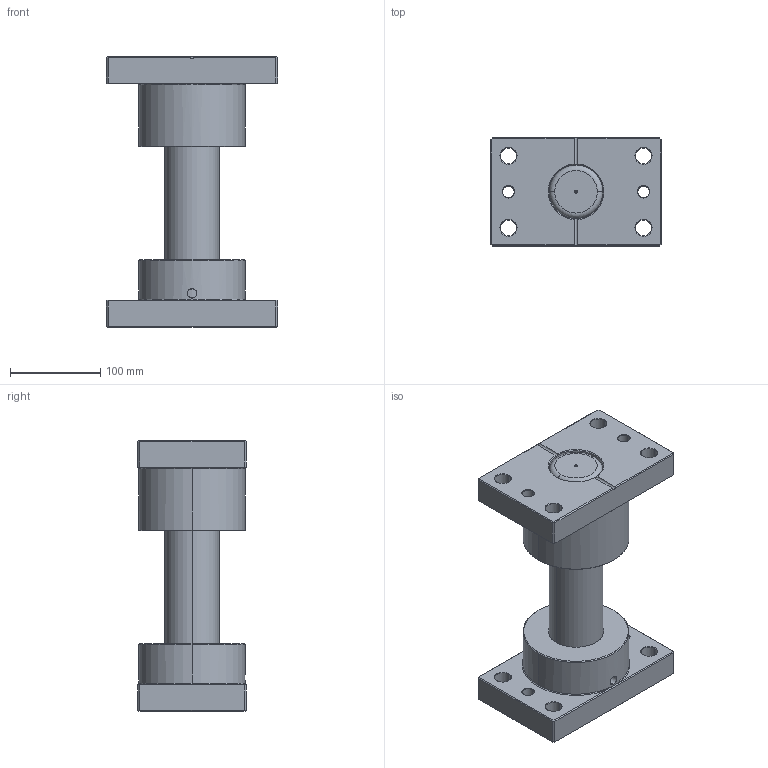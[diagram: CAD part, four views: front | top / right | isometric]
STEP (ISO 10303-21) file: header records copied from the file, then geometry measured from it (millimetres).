
FILE_DESCRIPTION (( 'STEP AP214' ), '1' );
FILE_NAME ('HYZP-D60-L300.STEP', '2021-09-18T11:33:34', ( 'User' ), ( 'china' ), 'SwSTEP 2.0', 'SolidWorks 2016', '' );
FILE_SCHEMA (( 'AUTOMOTIVE_DESIGN' ));
Length unit declared in the file: millimetre
Products named in the file (4): SBZP-D60; MGP-D60-L300; MGHP-D60; HYZP-D60-L300
Assembly tree (3 placements, depth 2):
  HYZP-D60-L300
    MGHP-D60
    MGP-D60-L300
    SBZP-D60
Bounding box: 190 x 120 x 300.03 mm (x, y, z)
Volume: 2889301 mm3; surface area: 265832.8 mm2
Topology: 3 solids, 3 shells, 235 faces, 548 edges, 312 vertices
Faces by surface type: plane 72, cone 69, cylinder 66, torus 20, bspline 8
Entity records: 7197 total; most frequent: CARTESIAN_POINT 1611, DIRECTION 1211, ORIENTED_EDGE 1076, EDGE_CURVE 538, AXIS2_PLACEMENT_3D 462, VERTEX_POINT 312, VECTOR 287, LINE 287
